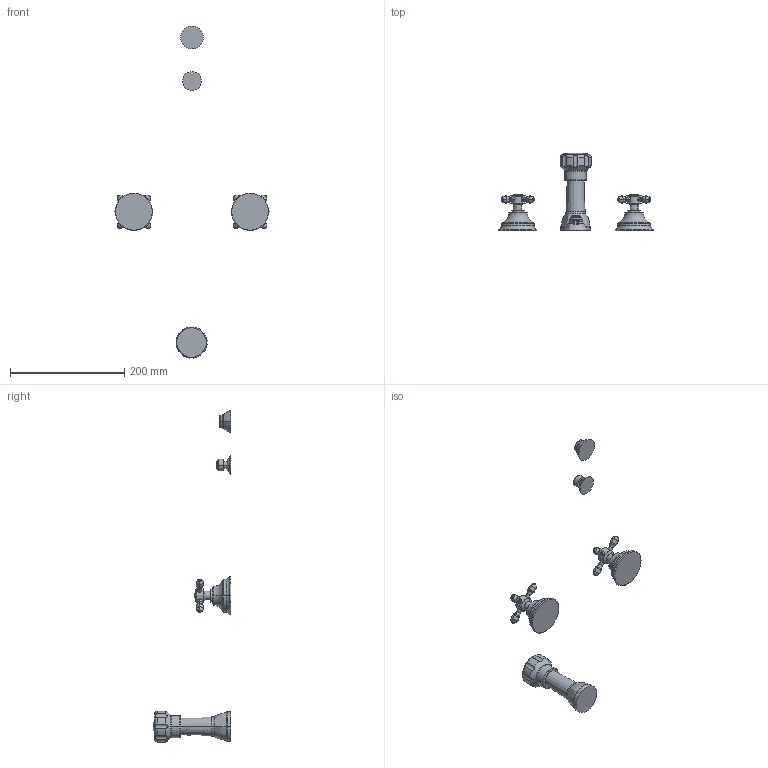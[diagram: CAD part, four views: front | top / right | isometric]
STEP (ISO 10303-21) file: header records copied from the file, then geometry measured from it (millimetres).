
FILE_DESCRIPTION((''),'2;1');
FILE_NAME('1649','2021-01-28T10:40:55',('jinson.thomas'),(''),'CREO PARAMETRIC BY PTC INC, 2018400','CREO PARAMETRIC BY PTC INC, 2018400','');
FILE_SCHEMA(('CONFIG_CONTROL_DESIGN'));
Length unit declared in the file: inch
Products named in the file (1): 1649
Bounding box: 269.86 x 135.97 x 580.53 mm (x, y, z)
Volume: 360388.1 mm3; surface area: 65504.6 mm2
Topology: 7 solids, 7 shells, 999 faces, 2641 edges, 1703 vertices
Faces by surface type: plane 433, cylinder 332, sphere 78, torus 60, bspline 54, cone 22, extrusion 20
Entity records: 38224 total; most frequent: CARTESIAN_POINT 13760, ORIENTED_EDGE 5238, DIRECTION 5138, EDGE_CURVE 2619, AXIS2_PLACEMENT_3D 2151, VERTEX_POINT 1703, CIRCLE 1226, EDGE_LOOP 1068
